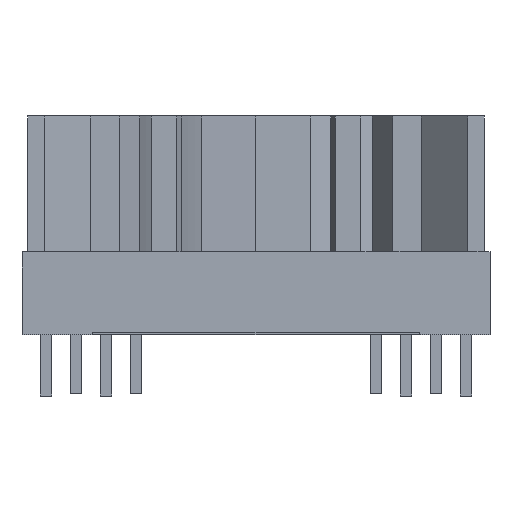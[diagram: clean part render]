
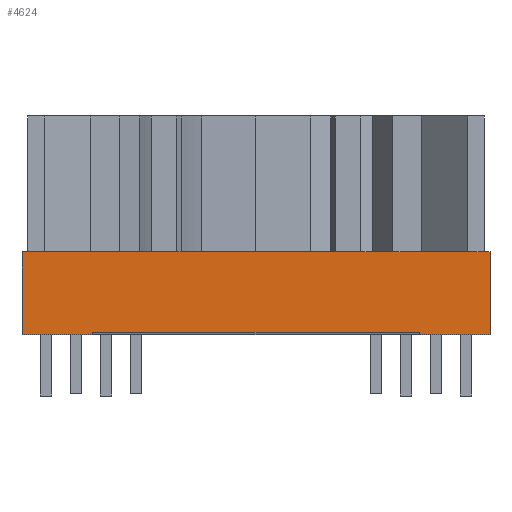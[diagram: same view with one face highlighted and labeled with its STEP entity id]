
A CAD part, left-side view. The second image highlights one B-rep face of the part: STEP entity #4624.
In plain terms, the highlighted planar face has unit normal (-1, 0, 0).
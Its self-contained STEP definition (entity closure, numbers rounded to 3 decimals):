
#4513=CARTESIAN_POINT('',(-19.805,-19.805,0.));
#4514=VERTEX_POINT('',#4513);
#4521=CARTESIAN_POINT('',(-19.805,19.805,0.));
#4522=VERTEX_POINT('',#4521);
#4523=CARTESIAN_POINT('',(-19.805,-19.805,0.));
#4524=DIRECTION('',(0.0,1.0,0.0));
#4525=VECTOR('',#4524,39.61);
#4526=LINE('',#4523,#4525);
#4527=EDGE_CURVE('',#4514,#4522,#4526,.T.);
#4555=CARTESIAN_POINT('',(-19.805,-19.805,7.));
#4556=VERTEX_POINT('',#4555);
#4563=CARTESIAN_POINT('',(-19.805,-19.805,7.));
#4564=DIRECTION('',(0.0,0.0,-1.0));
#4565=VECTOR('',#4564,7.);
#4566=LINE('',#4563,#4565);
#4567=EDGE_CURVE('',#4556,#4514,#4566,.T.);
#4586=CARTESIAN_POINT('',(-19.805,19.805,7.));
#4587=VERTEX_POINT('',#4586);
#4594=CARTESIAN_POINT('',(-19.805,19.805,7.));
#4595=DIRECTION('',(0.0,-1.0,0.0));
#4596=VECTOR('',#4595,39.61);
#4597=LINE('',#4594,#4596);
#4598=EDGE_CURVE('',#4587,#4556,#4597,.T.);
#4608=CARTESIAN_POINT('',(-19.805,0.0,3.5));
#4609=DIRECTION('',(1.0,0.0,0.0));
#4610=DIRECTION('',(0.0,0.0,-1.0));
#4611=AXIS2_PLACEMENT_3D('',#4608,#4609,#4610);
#4612=PLANE('',#4611);
#4613=CARTESIAN_POINT('',(-19.805,19.805,7.));
#4614=DIRECTION('',(0.0,0.0,-1.0));
#4615=VECTOR('',#4614,7.);
#4616=LINE('',#4613,#4615);
#4617=EDGE_CURVE('',#4587,#4522,#4616,.T.);
#4618=ORIENTED_EDGE('',*,*,#4617,.T.);
#4619=ORIENTED_EDGE('',*,*,#4527,.F.);
#4620=ORIENTED_EDGE('',*,*,#4567,.F.);
#4621=ORIENTED_EDGE('',*,*,#4598,.F.);
#4622=EDGE_LOOP('',(#4618,#4619,#4620,#4621));
#4623=FACE_OUTER_BOUND('',#4622,.T.);
#4624=ADVANCED_FACE('',(#4623),#4612,.F.);
